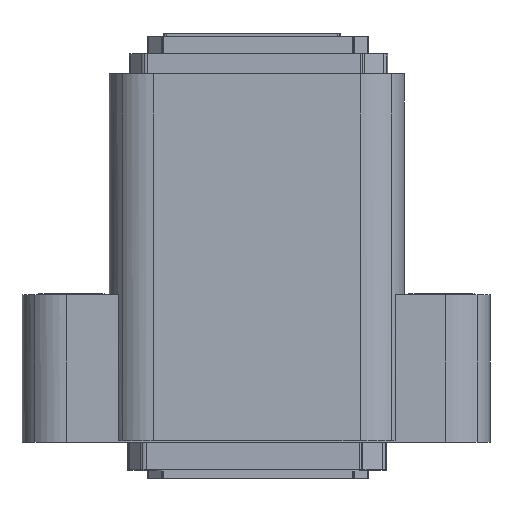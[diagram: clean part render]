
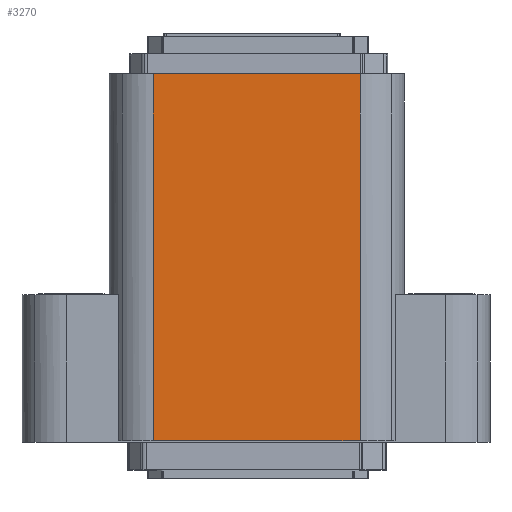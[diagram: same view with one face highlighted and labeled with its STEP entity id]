
A CAD part, front view. The second image highlights one B-rep face of the part: STEP entity #3270.
In plain terms, the highlighted planar face has unit normal (0, -1, 0).
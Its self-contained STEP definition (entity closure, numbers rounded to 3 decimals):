
#3257=AXIS2_PLACEMENT_3D('Plane Axis2P3D',#3254,#3255,#3256) ;
#2891=CARTESIAN_POINT('Vertex',(8.898,0.,27.401)) ;
#2894=CARTESIAN_POINT('Line Origine',(15.898,0.,27.401)) ;
#2898=CARTESIAN_POINT('Vertex',(22.898,0.,27.401)) ;
#2998=CARTESIAN_POINT('Vertex',(22.898,0.,2.547)) ;
#3001=CARTESIAN_POINT('Line Origine',(15.898,0.,2.547)) ;
#3005=CARTESIAN_POINT('Vertex',(8.898,0.,2.547)) ;
#3241=CARTESIAN_POINT('Line Origine',(8.898,0.,19.547)) ;
#3254=CARTESIAN_POINT('Axis2P3D Location',(15.898,0.,19.547)) ;
#3259=CARTESIAN_POINT('Line Origine',(22.898,0.,14.974)) ;
#2895=DIRECTION('Vector Direction',(1.,0.,0.)) ;
#3002=DIRECTION('Vector Direction',(-1.,0.,0.)) ;
#3242=DIRECTION('Vector Direction',(0.,0.,1.)) ;
#3255=DIRECTION('Axis2P3D Direction',(0.,1.,0.)) ;
#3256=DIRECTION('Axis2P3D XDirection',(0.,0.,1.)) ;
#3260=DIRECTION('Vector Direction',(0.,0.,-1.)) ;
#2896=VECTOR('Line Direction',#2895,1.) ;
#3003=VECTOR('Line Direction',#3002,1.) ;
#3243=VECTOR('Line Direction',#3242,1.) ;
#3261=VECTOR('Line Direction',#3260,1.) ;
#3265=ORIENTED_EDGE('',*,*,#3263,.F.) ;
#3266=ORIENTED_EDGE('',*,*,#2900,.F.) ;
#3267=ORIENTED_EDGE('',*,*,#3245,.F.) ;
#3268=ORIENTED_EDGE('',*,*,#3007,.F.) ;
#3270=ADVANCED_FACE('Hauptk\X2\00F6\X0\rper',(#3269),#3258,.F.) ;
#2900=EDGE_CURVE('',#2892,#2899,#2897,.T.) ;
#3007=EDGE_CURVE('',#2999,#3006,#3004,.T.) ;
#3245=EDGE_CURVE('',#3006,#2892,#3244,.T.) ;
#3263=EDGE_CURVE('',#2899,#2999,#3262,.T.) ;
#3264=EDGE_LOOP('',(#3265,#3266,#3267,#3268)) ;
#3269=FACE_OUTER_BOUND('',#3264,.T.) ;
#2897=LINE('Line',#2894,#2896) ;
#3004=LINE('Line',#3001,#3003) ;
#3244=LINE('Line',#3241,#3243) ;
#3262=LINE('Line',#3259,#3261) ;
#3258=PLANE('',#3257) ;
#2892=VERTEX_POINT('',#2891) ;
#2899=VERTEX_POINT('',#2898) ;
#2999=VERTEX_POINT('',#2998) ;
#3006=VERTEX_POINT('',#3005) ;
